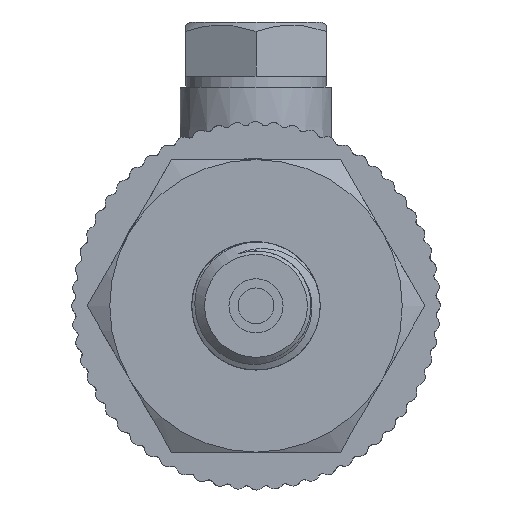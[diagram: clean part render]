
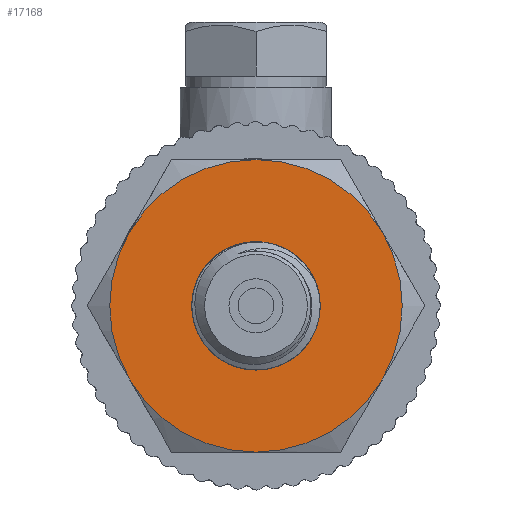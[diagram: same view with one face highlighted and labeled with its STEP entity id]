
A CAD part, left-side view. The second image highlights one B-rep face of the part: STEP entity #17168.
In plain terms, the highlighted planar face has unit normal (-1, 0, 0).
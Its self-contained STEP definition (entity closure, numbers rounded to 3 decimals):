
#140=PLANE('',#18112);
#748=FACE_BOUND('',#2118,.T.);
#1130=FACE_OUTER_BOUND('',#2117,.T.);
#2117=EDGE_LOOP('',(#12837));
#2118=EDGE_LOOP('',(#12838));
#2918=CIRCLE('',#18095,5.9);
#2925=CIRCLE('',#18110,13.5);
#7125=VERTEX_POINT('',#34846);
#7130=VERTEX_POINT('',#35558);
#9235=EDGE_CURVE('',#7125,#7125,#2918,.T.);
#9247=EDGE_CURVE('',#7130,#7130,#2925,.T.);
#12837=ORIENTED_EDGE('',*,*,#9247,.F.);
#12838=ORIENTED_EDGE('',*,*,#9235,.T.);
#17168=ADVANCED_FACE('',(#1130,#748),#140,.T.);
#18095=AXIS2_PLACEMENT_3D('',#34847,#19818,#19819);
#18110=AXIS2_PLACEMENT_3D('',#35560,#19852,#19853);
#18112=AXIS2_PLACEMENT_3D('',#35562,#19856,#19857);
#19818=DIRECTION('center_axis',(1.,0.,0.));
#19819=DIRECTION('ref_axis',(0.,0.,-1.));
#19852=DIRECTION('center_axis',(1.,0.,0.));
#19853=DIRECTION('ref_axis',(0.,0.,-1.));
#19856=DIRECTION('center_axis',(-1.,0.,0.));
#19857=DIRECTION('ref_axis',(0.,0.,1.));
#34846=CARTESIAN_POINT('',(-47.,0.,5.9));
#34847=CARTESIAN_POINT('Origin',(-47.,0.,0.));
#35558=CARTESIAN_POINT('',(-47.,-13.5,0.));
#35560=CARTESIAN_POINT('Origin',(-47.,0.,0.));
#35562=CARTESIAN_POINT('Origin',(-47.,13.5,0.));
